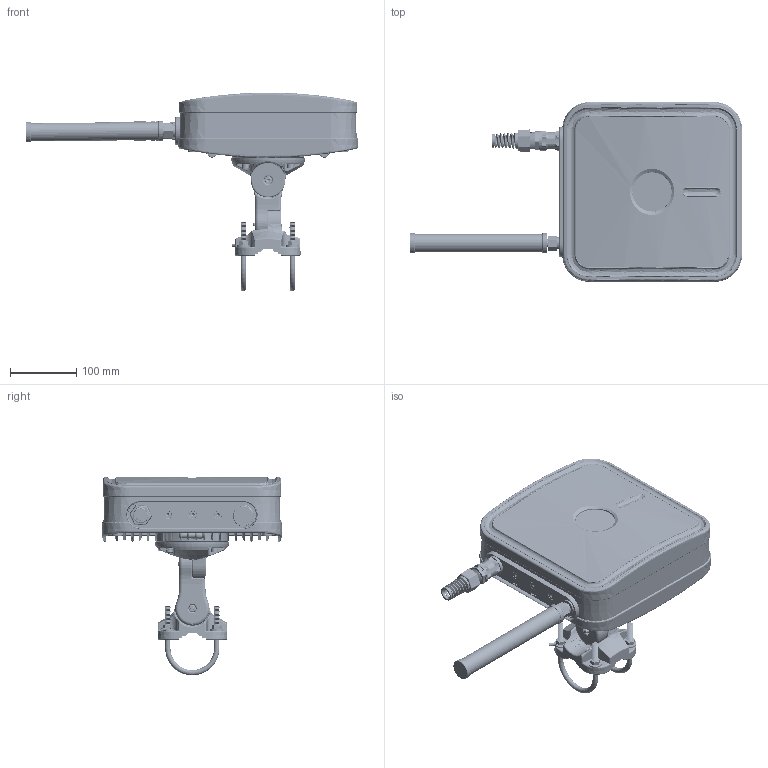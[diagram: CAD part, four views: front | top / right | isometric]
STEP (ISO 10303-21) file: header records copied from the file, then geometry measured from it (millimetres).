
FILE_DESCRIPTION(/* description */ ('Antena WiBOX 5V LTE + WiFi omni for Teltonika RUT950/955'),/* implementation_level */ '2;1');
FILE_NAME(/* name */ '3D-model-QuSpot-1wifi-v1.0.stp',/* time_stamp */ '2019-08-22T10:14:51+02:00',/* author */ ('Admin'),/* organization */ ('Wireless Instruments'),/* preprocessor_version */ 'ST-DEVELOPER v18',/* originating_system */ 'Autodesk Inventor 2020',/* authorisation */ '');
FILE_SCHEMA (('AUTOMOTIVE_DESIGN { 1 0 10303 214 3 1 1 }'));
Products named in the file (39): WI-ANT-0292_2LTE; WI-BOX-0223; WI-OBD-0252; WI-OBD-0255; WI-OBD-0253; WI-OBD-0254; WI-OBD-0256; WI-OBD-0257; DIN EN ISO 7046-1 - M4 x 40 - 4.8 - H; WI-OBD-0261; #428432; #428433; WI-BOX-0223.Wiązka przewodów1; WI-BOX-0223.Wiązka przewodów1_1; WI-ZLC-0233; WI-ZLC-0227; WI-ZLC-0228; WI-ZLC-0230; WI-ZLC-0231; WI-ZLC-0232; WI-ZLC-0234; WI-EMC-0258; WI-EMC-0254; WI-EMC-0255; WI-EMC-0256; WI-EMC-0257; DIN 125 - A 10,5; DIN 6912 - M6 x 35; DIN 125 - A 6,4; DIN 6912 - M6 x 20; DIN 555-5 - M6; DIN 555-5 - M8; WI-OTH-0263; WI-ZLC-0240; WI-ANT-0293; WI-OBD-0281; WI-ZLC-0241; WI-MET-0282; WI-LAM-0083
Assembly tree (63 placements, depth 4):
  WI-ANT-0292_2LTE
    WI-BOX-0223
      WI-OBD-0252
      WI-OBD-0255  x4
      WI-OBD-0253
      WI-OBD-0254
      WI-OBD-0256  x3
      WI-OBD-0257
      DIN EN ISO 7046-1 - M4 x 40 - 4.8 - H  x4
      WI-OBD-0261
      #428432
      #428433
      WI-BOX-0223.Wiązka przewodów1
        WI-BOX-0223.Wiązka przewodów1_1
    WI-ZLC-0233
      WI-ZLC-0227
      WI-ZLC-0228  x2
      WI-ZLC-0230
      WI-ZLC-0231
      WI-ZLC-0232
      WI-ZLC-0234
    WI-EMC-0258
      WI-EMC-0254
      WI-EMC-0255
      WI-EMC-0256
      WI-EMC-0257  x2
      DIN 125 - A 10,5  x4
      DIN 6912 - M6 x 35  x2
      DIN 125 - A 6,4  x4
      DIN 6912 - M6 x 20  x4
      DIN 555-5 - M6  x2
      DIN 555-5 - M8  x4
      WI-OTH-0263  x2
    WI-ZLC-0240
    WI-ANT-0293
      WI-OBD-0281
      WI-ZLC-0241
      WI-MET-0282
      WI-LAM-0083
Bounding box: 501.84 x 271.79 x 300.49 mm (x, y, z)
Volume: 1317882.6 mm3; surface area: 903637.7 mm2
Topology: 99 solids, 101 shells, 9594 faces, 24144 edges, 14942 vertices
Faces by surface type: plane 3752, bspline 2674, cylinder 1521, cone 969, torus 365, sphere 313
Full cylindrical faces by diameter (mm): 0.5 x1, 0.85 x8, 1 x2, 2 x2, 2.204 x46, 2.5 x1, 3 x8, 3.242 x5, 3.434 x40, 3.5 x1, 3.571 x4, 3.683 x2, 3.708 x1, 3.8 x1, 3.9 x2, 4 x9, 4.394 x1, 4.5 x4, 4.521 x2, 4.7 x1, 4.917 x7, 5 x10, 5.207 x2, 5.7 x20, 6 x6, 6.2 x2, 6.3 x8, 6.4 x4, 6.647 x4, 7 x4
Entity records: 426111 total; most frequent: CARTESIAN_POINT 219469, ORIENTED_EDGE 43550, DIRECTION 40741, EDGE_CURVE 21776, AXIS2_PLACEMENT_3D 16308, VERTEX_POINT 13248, EDGE_LOOP 9433, FACE_OUTER_BOUND 8993
